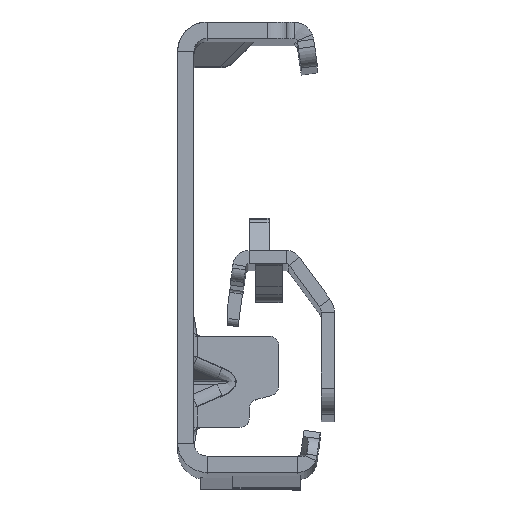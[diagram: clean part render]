
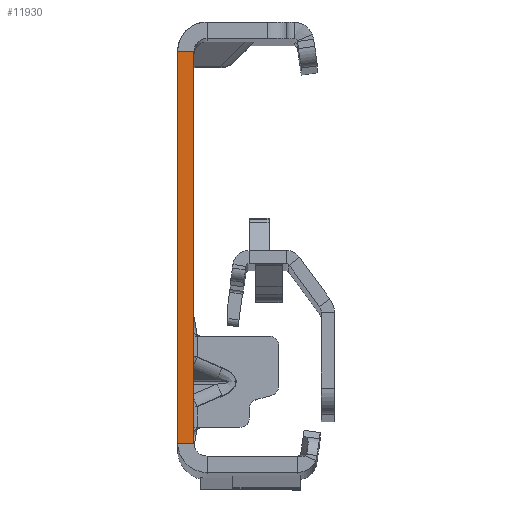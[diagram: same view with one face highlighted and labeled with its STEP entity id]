
A CAD part, top view. The second image highlights one B-rep face of the part: STEP entity #11930.
In plain terms, the highlighted planar face has unit normal (0, 0, 1).
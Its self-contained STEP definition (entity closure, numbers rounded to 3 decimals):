
#604 = LINE ( 'NONE', #43447, #42916 ) ;
#1350 = ORIENTED_EDGE ( 'NONE', *, *, #14745, .T. ) ;
#1681 = LINE ( 'NONE', #28362, #19143 ) ;
#5150 = ORIENTED_EDGE ( 'NONE', *, *, #26197, .F. ) ;
#7171 = CARTESIAN_POINT ( 'NONE',  ( -2.5, 30., 0. ) ) ;
#7293 = ORIENTED_EDGE ( 'NONE', *, *, #33153, .T. ) ;
#8608 = LINE ( 'NONE', #43246, #45567 ) ;
#9066 = DIRECTION ( 'NONE',  ( -1., 0., 0. ) ) ;
#9212 = LINE ( 'NONE', #39612, #37232 ) ;
#9293 = VERTEX_POINT ( 'NONE', #40482 ) ;
#9410 = DIRECTION ( 'NONE',  ( -1., 0., 0. ) ) ;
#11335 = EDGE_LOOP ( 'NONE', ( #5150, #7293, #1350, #41770 ) ) ;
#11930 = ADVANCED_FACE ( 'NONE', ( #27138 ), #38627, .T. ) ;
#14031 = VERTEX_POINT ( 'NONE', #7171 ) ;
#14745 = EDGE_CURVE ( 'NONE', #14031, #28603, #9212, .T. ) ;
#17600 = VERTEX_POINT ( 'NONE', #40092 ) ;
#19143 = VECTOR ( 'NONE', #9410, 1000. ) ;
#23870 = CARTESIAN_POINT ( 'NONE',  ( -2.5, -32., 0. ) ) ;
#26197 = EDGE_CURVE ( 'NONE', #9293, #17600, #8608, .T. ) ;
#27138 = FACE_OUTER_BOUND ( 'NONE', #11335, .T. ) ;
#27381 = DIRECTION ( 'NONE',  ( 1., 0., 0. ) ) ;
#28339 = AXIS2_PLACEMENT_3D ( 'NONE', #23870, #34649, #27381 ) ;
#28362 = CARTESIAN_POINT ( 'NONE',  ( 0., -30., 0. ) ) ;
#28603 = VERTEX_POINT ( 'NONE', #45327 ) ;
#32298 = DIRECTION ( 'NONE',  ( 0., -1., 0. ) ) ;
#33153 = EDGE_CURVE ( 'NONE', #9293, #14031, #604, .T. ) ;
#34649 = DIRECTION ( 'NONE',  ( 0., 0., 1. ) ) ;
#35866 = DIRECTION ( 'NONE',  ( 0., -1., 0. ) ) ;
#37232 = VECTOR ( 'NONE', #35866, 1000. ) ;
#38596 = EDGE_CURVE ( 'NONE', #17600, #28603, #1681, .T. ) ;
#38627 = PLANE ( 'NONE',  #28339 ) ;
#39612 = CARTESIAN_POINT ( 'NONE',  ( -2.5, -32., 0. ) ) ;
#40092 = CARTESIAN_POINT ( 'NONE',  ( 0., -30., 0. ) ) ;
#40482 = CARTESIAN_POINT ( 'NONE',  ( 0., 30., 0. ) ) ;
#41770 = ORIENTED_EDGE ( 'NONE', *, *, #38596, .F. ) ;
#42916 = VECTOR ( 'NONE', #9066, 1000. ) ;
#43246 = CARTESIAN_POINT ( 'NONE',  ( 0., -32., 0. ) ) ;
#43447 = CARTESIAN_POINT ( 'NONE',  ( 0., 30., 0. ) ) ;
#45327 = CARTESIAN_POINT ( 'NONE',  ( -2.5, -30., 0. ) ) ;
#45567 = VECTOR ( 'NONE', #32298, 1000. ) ;
